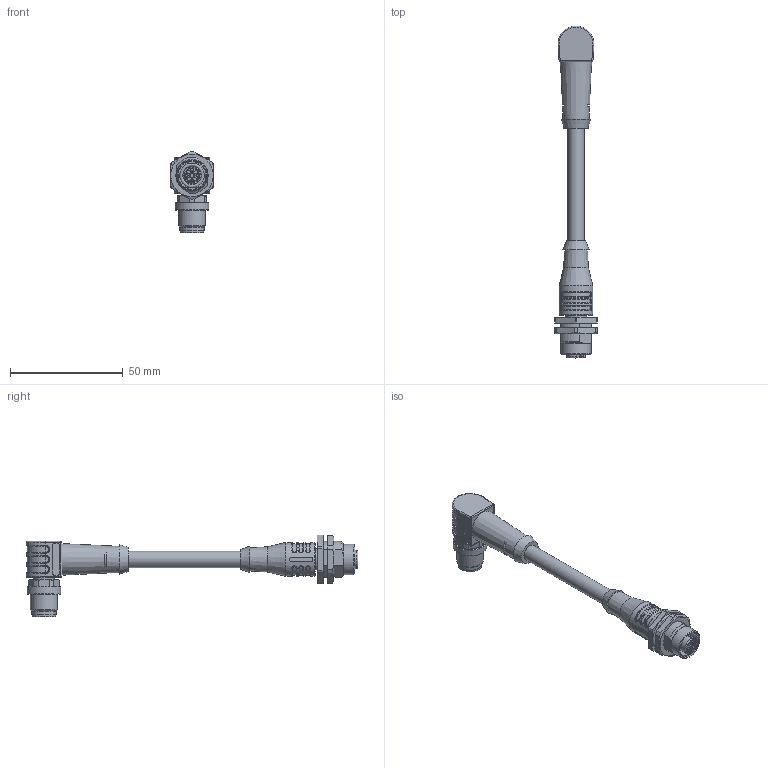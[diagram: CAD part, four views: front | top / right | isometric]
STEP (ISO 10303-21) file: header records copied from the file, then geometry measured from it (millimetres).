
FILE_DESCRIPTION(/* description */ (''),/* implementation_level */ '2;1');
FILE_NAME(/* name */ 'RA-FKFDSY4-m-RA-WWASSY4_stp.stp',/* time_stamp */ '2016-09-19T12:39:17+02:00',/* author */ (''),/* organization */ (''),/* preprocessor_version */ 'ST-DEVELOPER v16',/* originating_system */ 'SIEMENS PLM Software NX 10.0',/* authorisation */ '');
FILE_SCHEMA (('AUTOMOTIVE_DESIGN { 1 0 10303 214 3 1 1 1 }'));
Length unit declared in the file: millimetre
Products named in the file (1): RA-FKFDSY4-m-RA-WWASSY4_stp
Bounding box: 19 x 147.47 x 36.25 mm (x, y, z)
Volume: 18432.5 mm3; surface area: 8929.5 mm2
Topology: 1 solids, 1 shells, 617 faces, 1568 edges, 985 vertices
Faces by surface type: plane 222, cylinder 190, torus 70, extrusion 66, bspline 38, cone 23, sphere 8
Full cylindrical faces by diameter (mm): 1 x4, 1.15 x4, 1.5 x4, 1.675 x1, 2.15 x1, 7.25 x1, 8.3 x1, 9.3 x1, 9.4 x1, 10.5 x1, 10.8 x1, 11 x1, 12 x1, 12.3 x1, 13.5 x1, 15 x2
Entity records: 20034 total; most frequent: CARTESIAN_POINT 5787, ORIENTED_EDGE 2964, DIRECTION 2852, EDGE_CURVE 1482, AXIS2_PLACEMENT_3D 1049, VERTEX_POINT 956, VECTOR 754, EDGE_LOOP 712
